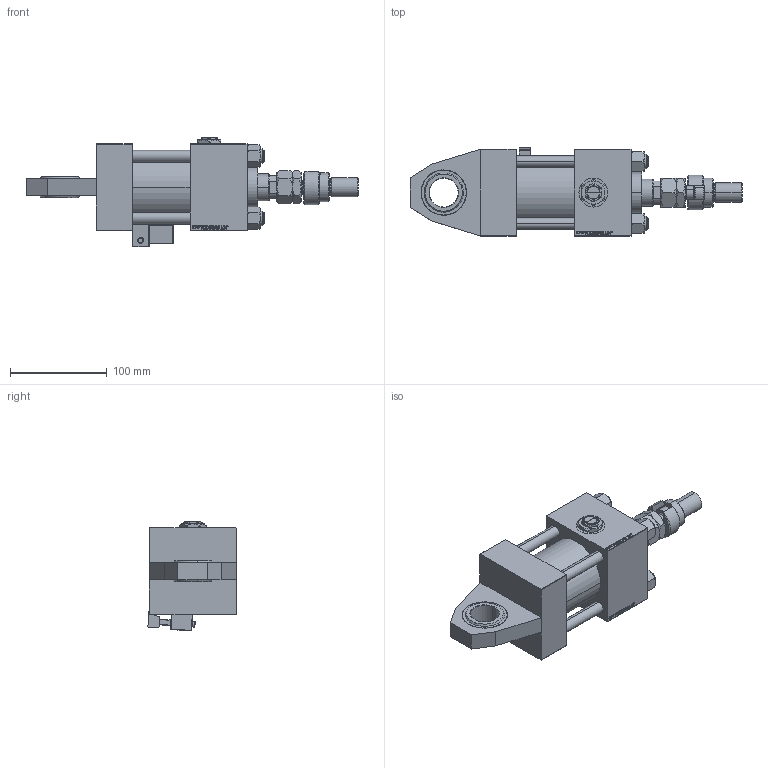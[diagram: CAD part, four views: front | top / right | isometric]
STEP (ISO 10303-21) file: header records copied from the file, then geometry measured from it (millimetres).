
FILE_DESCRIPTION (( 'STEP AP203' ), '1' );
FILE_NAME ('7760.STEP', '2022-04-16T13:38:35', ( '' ), ( '' ), 'SwSTEP 2.0', 'SolidWorks 2019', '' );
FILE_SCHEMA (( 'CONFIG_CONTROL_DESIGN' ));
Length unit declared in the file: millimetre
Products named in the file (12): V215CR_TYCINKA_J 418f4cc4408b7a5adf34c616ed35023d; V215CR_MSU 418f4cc4408b7a5adf34c616ed35023d; DFA 418f4cc4408b7a5adf34c616ed35023d; NUT_M5_J 418f4cc4408b7a5adf34c616ed35023d; V215CR_J_Body 418f4cc4408b7a5adf34c616ed35023d; 7760; FEMALE_PART_FOR_DFA 418f4cc4408b7a5adf34c616ed35023d; V215_VC_A 418f4cc4408b7a5adf34c616ed35023d; V215CR_J_VNITRNI_KROUZEK 418f4cc4408b7a5adf34c616ed35023d; V215CR_VCP_J 418f4cc4408b7a5adf34c616ed35023d; Zatka_pro_OIL_PORT 418f4cc4408b7a5adf34c616ed35023d; MFA 418f4cc4408b7a5adf34c616ed35023d
Assembly tree (17 placements, depth 3):
  7760
    V215CR_J_Body 418f4cc4408b7a5adf34c616ed35023d
    V215CR_J_VNITRNI_KROUZEK 418f4cc4408b7a5adf34c616ed35023d
    V215CR_VCP_J 418f4cc4408b7a5adf34c616ed35023d
    V215CR_TYCINKA_J 418f4cc4408b7a5adf34c616ed35023d  x4
    NUT_M5_J 418f4cc4408b7a5adf34c616ed35023d  x4
    V215_VC_A 418f4cc4408b7a5adf34c616ed35023d
    DFA 418f4cc4408b7a5adf34c616ed35023d
      FEMALE_PART_FOR_DFA 418f4cc4408b7a5adf34c616ed35023d
      MFA 418f4cc4408b7a5adf34c616ed35023d
    V215CR_MSU 418f4cc4408b7a5adf34c616ed35023d
    Zatka_pro_OIL_PORT 418f4cc4408b7a5adf34c616ed35023d
Bounding box: 344 x 91.43 x 113.86 mm (x, y, z)
Volume: 1097131.9 mm3; surface area: 221979.7 mm2
Topology: 16 solids, 16 shells, 1355 faces, 3343 edges, 2129 vertices
Faces by surface type: plane 597, bspline 392, cone 188, cylinder 136, torus 30, sphere 12
Entity records: 56924 total; most frequent: CARTESIAN_POINT 28674, ORIENTED_EDGE 6154, DIRECTION 4286, EDGE_CURVE 3077, VERTEX_POINT 1985, LINE 1756, VECTOR 1756, EDGE_LOOP 1374
